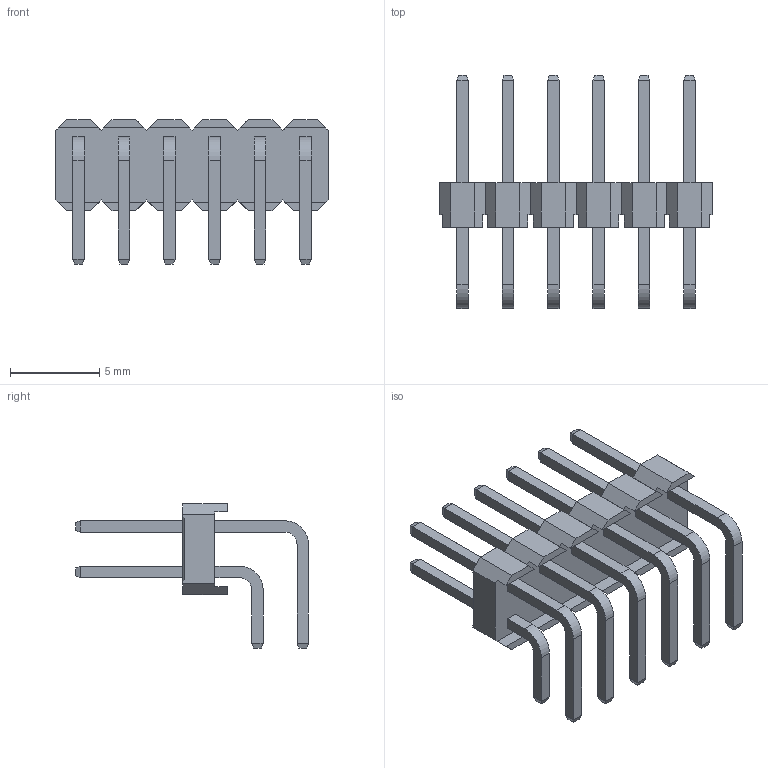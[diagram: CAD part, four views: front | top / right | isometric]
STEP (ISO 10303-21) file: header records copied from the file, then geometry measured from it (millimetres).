
FILE_DESCRIPTION(('STEP AP214'), '1');
FILE_NAME('PLD-R1', '', ('UNSPECIFIED'), ('UNSPECIFIED'), 'ASCON STEP Converter 1.6', 'ASCON Math Kernel', '');
FILE_SCHEMA(('AUTOMOTIVE_DESIGN { 1 0 10303 214 3 1 1}'));
Length unit declared in the file: millimetre
Bounding box: 15.24 x 13.04 x 8.08 mm (x, y, z)
Volume: 209.5 mm3; surface area: 714.3 mm2
Topology: 1 solids, 1 shells, 361 faces, 894 edges, 564 vertices
Faces by surface type: plane 337, cylinder 24
Entity records: 13316 total; most frequent: CARTESIAN_POINT 1820, ORIENTED_EDGE 1788, DIRECTION 1666, EDGE_CURVE 894, LINE 846, VECTOR 846, VERTEX_POINT 564, AXIS2_PLACEMENT_3D 410
